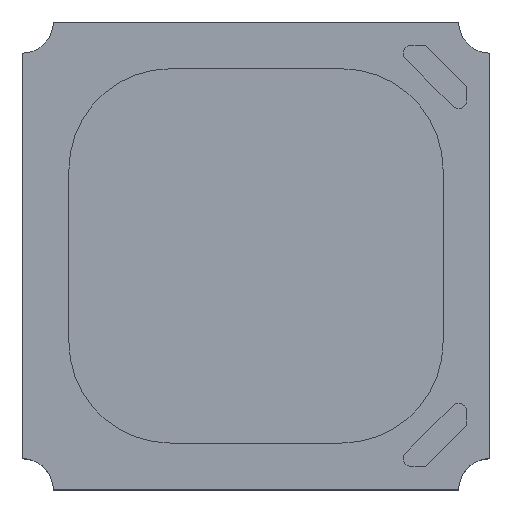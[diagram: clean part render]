
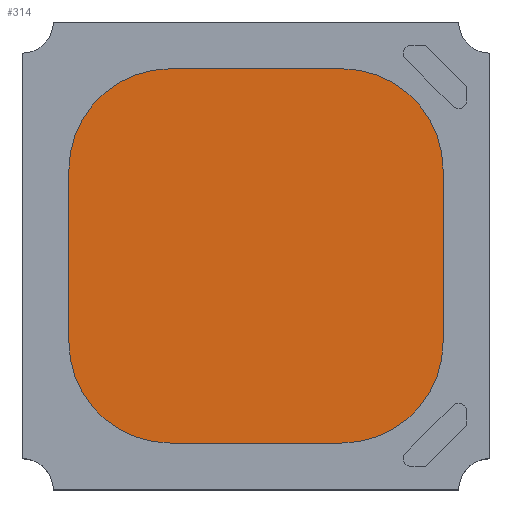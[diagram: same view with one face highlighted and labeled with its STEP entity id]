
A CAD part, top view. The second image highlights one B-rep face of the part: STEP entity #314.
In plain terms, the highlighted planar face has unit normal (0, 0, 1).
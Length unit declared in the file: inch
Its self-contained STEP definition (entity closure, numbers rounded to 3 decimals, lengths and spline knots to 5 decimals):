
#49 = DIRECTION ( 'NONE',  ( 1., 0., 0. ) ) ;
#90 = CIRCLE ( 'NONE', #1064, 0.02559 ) ;
#142 = AXIS2_PLACEMENT_3D ( 'NONE', #2225, #2678, #2831 ) ;
#209 = CARTESIAN_POINT ( 'NONE',  ( 0.04724, -0.02165, 0.00197 ) ) ;
#220 = PLANE ( 'NONE',  #2885 ) ;
#264 = DIRECTION ( 'NONE',  ( 0., 0., 1. ) ) ;
#314 = ADVANCED_FACE ( 'NONE', ( #976 ), #220, .T. ) ;
#318 = ORIENTED_EDGE ( 'NONE', *, *, #2538, .T. ) ;
#325 = EDGE_CURVE ( 'NONE', #2160, #1798, #1564, .T. ) ;
#335 = CARTESIAN_POINT ( 'NONE',  ( -0.04724, 0.02165, 0.00197 ) ) ;
#346 = EDGE_CURVE ( 'NONE', #1841, #2160, #2101, .T. ) ;
#486 = EDGE_CURVE ( 'NONE', #682, #1333, #2458, .T. ) ;
#487 = CARTESIAN_POINT ( 'NONE',  ( -0.02165, -0.02165, 0.00197 ) ) ;
#522 = CARTESIAN_POINT ( 'NONE',  ( 0.02165, 0.02165, 0.00197 ) ) ;
#543 = CARTESIAN_POINT ( 'NONE',  ( -0.02165, -0.04724, 0.00197 ) ) ;
#682 = VERTEX_POINT ( 'NONE', #1740 ) ;
#724 = DIRECTION ( 'NONE',  ( 1., 0., 0. ) ) ;
#761 = DIRECTION ( 'NONE',  ( 1., 0., 0. ) ) ;
#861 = VECTOR ( 'NONE', #2800, 39.37008 ) ;
#948 = EDGE_CURVE ( 'NONE', #1798, #2035, #1845, .T. ) ;
#976 = FACE_OUTER_BOUND ( 'NONE', #1235, .T. ) ;
#1032 = DIRECTION ( 'NONE',  ( -1., 0., 0. ) ) ;
#1064 = AXIS2_PLACEMENT_3D ( 'NONE', #487, #2069, #724 ) ;
#1068 = EDGE_CURVE ( 'NONE', #1414, #682, #2764, .T. ) ;
#1085 = CARTESIAN_POINT ( 'NONE',  ( -0.02165, -0.04724, 0.00197 ) ) ;
#1169 = ORIENTED_EDGE ( 'NONE', *, *, #2855, .T. ) ;
#1190 = ORIENTED_EDGE ( 'NONE', *, *, #325, .T. ) ;
#1235 = EDGE_LOOP ( 'NONE', ( #2308, #2265, #1335, #1804, #1169, #318, #2518, #1190 ) ) ;
#1253 = CARTESIAN_POINT ( 'NONE',  ( -0.02165, 0.02165, 0.00197 ) ) ;
#1333 = VERTEX_POINT ( 'NONE', #2576 ) ;
#1335 = ORIENTED_EDGE ( 'NONE', *, *, #1068, .T. ) ;
#1414 = VERTEX_POINT ( 'NONE', #2003 ) ;
#1449 = VECTOR ( 'NONE', #1752, 39.37008 ) ;
#1564 = LINE ( 'NONE', #1776, #2181 ) ;
#1612 = EDGE_CURVE ( 'NONE', #2035, #1414, #1983, .T. ) ;
#1720 = VERTEX_POINT ( 'NONE', #1085 ) ;
#1740 = CARTESIAN_POINT ( 'NONE',  ( -0.04724, 0.02165, 0.00197 ) ) ;
#1752 = DIRECTION ( 'NONE',  ( -1., 0., 0. ) ) ;
#1776 = CARTESIAN_POINT ( 'NONE',  ( 0.04724, -0.02165, 0.00197 ) ) ;
#1798 = VERTEX_POINT ( 'NONE', #1886 ) ;
#1804 = ORIENTED_EDGE ( 'NONE', *, *, #486, .T. ) ;
#1819 = CARTESIAN_POINT ( 'NONE',  ( 0.02165, 0.02165, 0.00197 ) ) ;
#1841 = VERTEX_POINT ( 'NONE', #2187 ) ;
#1845 = CIRCLE ( 'NONE', #2188, 0.02559 ) ;
#1886 = CARTESIAN_POINT ( 'NONE',  ( 0.04724, 0.02165, 0.00197 ) ) ;
#1902 = DIRECTION ( 'NONE',  ( 0., -1., 0. ) ) ;
#1983 = LINE ( 'NONE', #2865, #1449 ) ;
#2003 = CARTESIAN_POINT ( 'NONE',  ( -0.02165, 0.04724, 0.00197 ) ) ;
#2035 = VERTEX_POINT ( 'NONE', #2601 ) ;
#2044 = LINE ( 'NONE', #543, #861 ) ;
#2069 = DIRECTION ( 'NONE',  ( 0., 0., 1. ) ) ;
#2101 = CIRCLE ( 'NONE', #142, 0.02559 ) ;
#2106 = DIRECTION ( 'NONE',  ( 0., 0., 1. ) ) ;
#2155 = AXIS2_PLACEMENT_3D ( 'NONE', #1253, #2606, #1032 ) ;
#2160 = VERTEX_POINT ( 'NONE', #209 ) ;
#2181 = VECTOR ( 'NONE', #2724, 39.37008 ) ;
#2187 = CARTESIAN_POINT ( 'NONE',  ( 0.02165, -0.04724, 0.00197 ) ) ;
#2188 = AXIS2_PLACEMENT_3D ( 'NONE', #522, #2106, #761 ) ;
#2225 = CARTESIAN_POINT ( 'NONE',  ( 0.02165, -0.02165, 0.00197 ) ) ;
#2265 = ORIENTED_EDGE ( 'NONE', *, *, #1612, .T. ) ;
#2308 = ORIENTED_EDGE ( 'NONE', *, *, #948, .T. ) ;
#2398 = VECTOR ( 'NONE', #1902, 39.37008 ) ;
#2458 = LINE ( 'NONE', #335, #2398 ) ;
#2518 = ORIENTED_EDGE ( 'NONE', *, *, #346, .T. ) ;
#2538 = EDGE_CURVE ( 'NONE', #1720, #1841, #2044, .T. ) ;
#2576 = CARTESIAN_POINT ( 'NONE',  ( -0.04724, -0.02165, 0.00197 ) ) ;
#2601 = CARTESIAN_POINT ( 'NONE',  ( 0.02165, 0.04724, 0.00197 ) ) ;
#2606 = DIRECTION ( 'NONE',  ( 0., 0., 1. ) ) ;
#2678 = DIRECTION ( 'NONE',  ( 0., 0., 1. ) ) ;
#2724 = DIRECTION ( 'NONE',  ( 0., 1., 0. ) ) ;
#2764 = CIRCLE ( 'NONE', #2155, 0.02559 ) ;
#2800 = DIRECTION ( 'NONE',  ( 1., 0., 0. ) ) ;
#2831 = DIRECTION ( 'NONE',  ( 1., 0., 0. ) ) ;
#2855 = EDGE_CURVE ( 'NONE', #1333, #1720, #90, .T. ) ;
#2865 = CARTESIAN_POINT ( 'NONE',  ( 0.02165, 0.04724, 0.00197 ) ) ;
#2885 = AXIS2_PLACEMENT_3D ( 'NONE', #1819, #264, #49 ) ;
